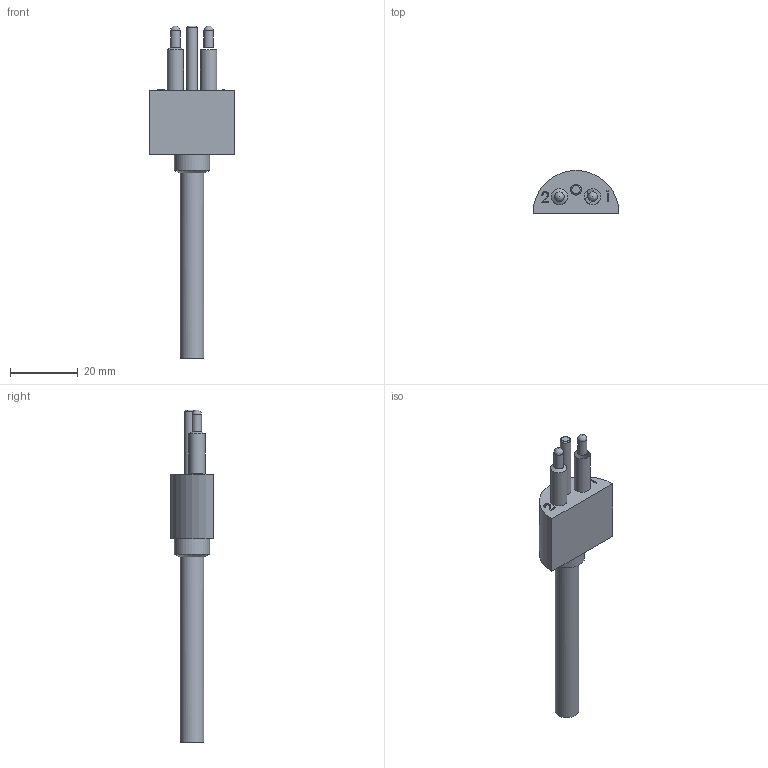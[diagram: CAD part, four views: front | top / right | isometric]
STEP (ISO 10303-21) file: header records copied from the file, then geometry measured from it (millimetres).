
FILE_DESCRIPTION(/* description */ (''),/* implementation_level */ '2;1');
FILE_NAME(/* name */ 'ILS2M-1.stp',/* time_stamp */ '2021-11-01T08:41:52+01:00',/* author */ ('sh'),/* organization */ (''),/* preprocessor_version */ 'ST-DEVELOPER v17.2',/* originating_system */ 'Autodesk Inventor 2019',/* authorisation */ '');
FILE_SCHEMA (('AUTOMOTIVE_DESIGN { 1 0 10303 214 3 1 1 }'));
Length unit declared in the file: millimetre
Products named in the file (1): 01202020
Bounding box: 25.4 x 12.7 x 98.1 mm (x, y, z)
Volume: 8035.4 mm3; surface area: 3766 mm2
Topology: 1 solids, 1 shells, 44 faces, 110 edges, 77 vertices
Faces by surface type: plane 24, bspline 8, cylinder 8, cone 4
Full cylindrical faces by diameter (mm): 2.779 x2, 3.175 x1, 4.826 x2, 6.985 x1, 10.414 x1
Entity records: 1828 total; most frequent: CARTESIAN_POINT 690, ORIENTED_EDGE 220, DIRECTION 213, EDGE_CURVE 110, AXIS2_PLACEMENT_3D 78, VERTEX_POINT 77, LINE 57, VECTOR 57
